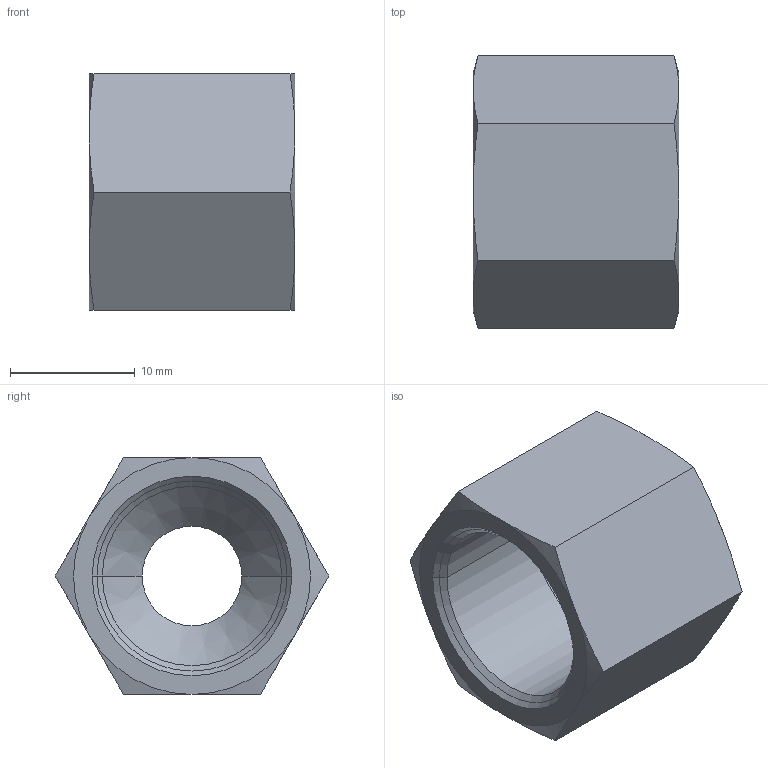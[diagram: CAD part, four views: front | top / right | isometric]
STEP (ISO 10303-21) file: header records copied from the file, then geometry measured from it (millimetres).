
FILE_DESCRIPTION((''),'2;1');
FILE_NAME('ILCM43000026','2009-07-27T',('mes'),(''),'PRO/ENGINEER BY PARAMETRIC TECHNOLOGY CORPORATION, 2007460','PRO/ENGINEER BY PARAMETRIC TECHNOLOGY CORPORATION, 2007460','');
FILE_SCHEMA(('AUTOMOTIVE_DESIGN_CC2 { 1 2 10303 214 -1 1 5 2 }'));
Length unit declared in the file: inch
Products named in the file (1): ILCM43000026
Bounding box: 16.5 x 21.94 x 19 mm (x, y, z)
Volume: 2910.8 mm3; surface area: 2680.3 mm2
Topology: 1 solids, 2 shells, 33 faces, 74 edges, 44 vertices
Faces by surface type: cone 18, plane 9, cylinder 6
Entity records: 1370 total; most frequent: CARTESIAN_POINT 288, DIRECTION 150, ORIENTED_EDGE 144, COLOUR_RGB 105, PRESENTATION_STYLE_ASSIGNMENT 76, STYLED_ITEM 76, CURVE_STYLE 74, EDGE_CURVE 74
